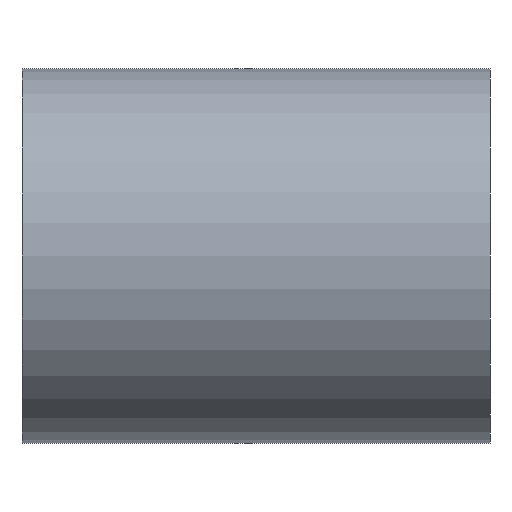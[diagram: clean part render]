
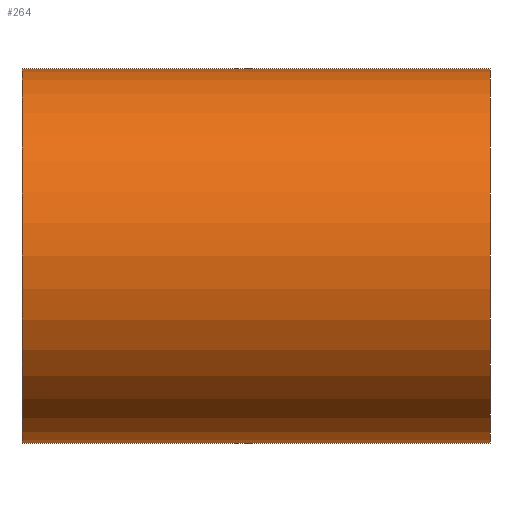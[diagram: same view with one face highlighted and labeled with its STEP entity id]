
A CAD part, left-side view. The second image highlights one B-rep face of the part: STEP entity #264.
In plain terms, the highlighted cylindrical face has radius 10 mm (diameter 20 mm), a partial arc.
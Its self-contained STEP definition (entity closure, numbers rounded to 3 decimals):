
#12 = DIRECTION ( 'NONE',  ( 0., 1., 0. ) ) ;
#19 = CYLINDRICAL_SURFACE ( 'NONE', #206, 10. ) ;
#22 = VERTEX_POINT ( 'NONE', #96 ) ;
#30 = CARTESIAN_POINT ( 'NONE',  ( 0., 25., -10. ) ) ;
#33 = CARTESIAN_POINT ( 'NONE',  ( 0., 25., -10. ) ) ;
#38 = DIRECTION ( 'NONE',  ( 0., -1., 0. ) ) ;
#57 = CARTESIAN_POINT ( 'NONE',  ( 0., 0., 0. ) ) ;
#68 = VERTEX_POINT ( 'NONE', #105 ) ;
#71 = EDGE_CURVE ( 'NONE', #22, #68, #238, .T. ) ;
#79 = CARTESIAN_POINT ( 'NONE',  ( 0., 25., 10. ) ) ;
#84 = CARTESIAN_POINT ( 'NONE',  ( 0., 25., 0. ) ) ;
#85 = DIRECTION ( 'NONE',  ( 0., 0., 1. ) ) ;
#88 = AXIS2_PLACEMENT_3D ( 'NONE', #57, #12, #124 ) ;
#96 = CARTESIAN_POINT ( 'NONE',  ( 0., 25., 10. ) ) ;
#103 = DIRECTION ( 'NONE',  ( 0., -1., 0. ) ) ;
#105 = CARTESIAN_POINT ( 'NONE',  ( 0., 0., 10. ) ) ;
#109 = VECTOR ( 'NONE', #103, 1000. ) ;
#121 = VERTEX_POINT ( 'NONE', #265 ) ;
#124 = DIRECTION ( 'NONE',  ( 0., 0., 1. ) ) ;
#129 = DIRECTION ( 'NONE',  ( 0., -1., 0. ) ) ;
#130 = VECTOR ( 'NONE', #129, 1000. ) ;
#135 = VERTEX_POINT ( 'NONE', #33 ) ;
#140 = EDGE_CURVE ( 'NONE', #135, #121, #281, .T. ) ;
#145 = ORIENTED_EDGE ( 'NONE', *, *, #140, .T. ) ;
#148 = EDGE_CURVE ( 'NONE', #121, #68, #177, .T. ) ;
#157 = ORIENTED_EDGE ( 'NONE', *, *, #230, .F. ) ;
#166 = CIRCLE ( 'NONE', #214, 10. ) ;
#177 = CIRCLE ( 'NONE', #88, 10. ) ;
#196 = EDGE_LOOP ( 'NONE', ( #212, #157, #145, #199 ) ) ;
#199 = ORIENTED_EDGE ( 'NONE', *, *, #148, .T. ) ;
#202 = DIRECTION ( 'NONE',  ( 0., 1., 0. ) ) ;
#206 = AXIS2_PLACEMENT_3D ( 'NONE', #288, #38, #249 ) ;
#212 = ORIENTED_EDGE ( 'NONE', *, *, #71, .F. ) ;
#214 = AXIS2_PLACEMENT_3D ( 'NONE', #84, #202, #85 ) ;
#230 = EDGE_CURVE ( 'NONE', #135, #22, #166, .T. ) ;
#238 = LINE ( 'NONE', #79, #130 ) ;
#249 = DIRECTION ( 'NONE',  ( 0., 0., -1. ) ) ;
#264 = ADVANCED_FACE ( 'NONE', ( #290 ), #19, .T. ) ;
#265 = CARTESIAN_POINT ( 'NONE',  ( 0., 0., -10. ) ) ;
#281 = LINE ( 'NONE', #30, #109 ) ;
#288 = CARTESIAN_POINT ( 'NONE',  ( 0., 25., 0. ) ) ;
#290 = FACE_OUTER_BOUND ( 'NONE', #196, .T. ) ;
